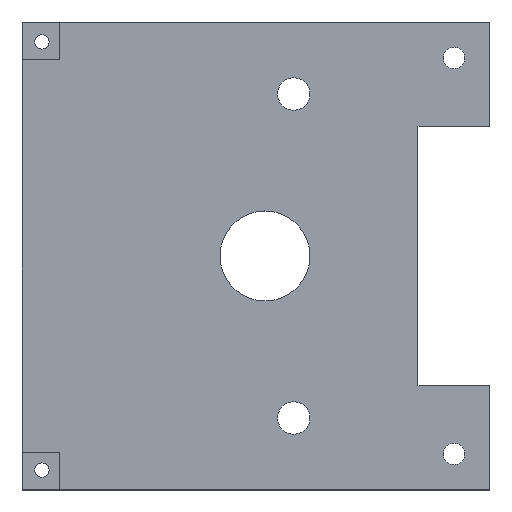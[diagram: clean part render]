
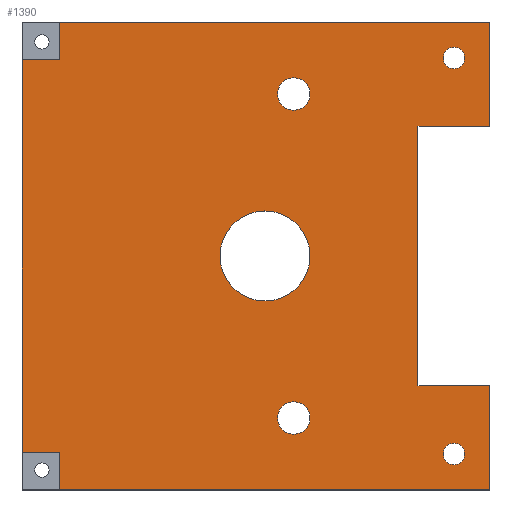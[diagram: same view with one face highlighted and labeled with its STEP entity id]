
A CAD part, top view. The second image highlights one B-rep face of the part: STEP entity #1390.
In plain terms, the highlighted planar face has unit normal (0, 0, 1).
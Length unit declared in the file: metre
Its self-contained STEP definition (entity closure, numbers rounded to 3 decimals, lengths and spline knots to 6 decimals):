
#34=CIRCLE('',#1498,0.003);
#35=CIRCLE('',#1499,0.003);
#36=CIRCLE('',#1500,0.0045);
#37=CIRCLE('',#1501,0.0045);
#38=CIRCLE('',#1502,0.0125);
#262=ORIENTED_EDGE('',*,*,#558,.F.);
#263=ORIENTED_EDGE('',*,*,#559,.T.);
#264=ORIENTED_EDGE('',*,*,#560,.T.);
#265=ORIENTED_EDGE('',*,*,#561,.T.);
#266=ORIENTED_EDGE('',*,*,#562,.T.);
#267=ORIENTED_EDGE('',*,*,#563,.T.);
#268=ORIENTED_EDGE('',*,*,#564,.F.);
#269=ORIENTED_EDGE('',*,*,#565,.T.);
#270=ORIENTED_EDGE('',*,*,#566,.T.);
#271=ORIENTED_EDGE('',*,*,#567,.T.);
#272=ORIENTED_EDGE('',*,*,#568,.F.);
#273=ORIENTED_EDGE('',*,*,#569,.F.);
#274=ORIENTED_EDGE('',*,*,#570,.F.);
#275=ORIENTED_EDGE('',*,*,#571,.F.);
#276=ORIENTED_EDGE('',*,*,#572,.F.);
#277=ORIENTED_EDGE('',*,*,#573,.F.);
#278=ORIENTED_EDGE('',*,*,#574,.T.);
#558=EDGE_CURVE('',#702,#703,#853,.T.);
#559=EDGE_CURVE('',#702,#704,#854,.T.);
#560=EDGE_CURVE('',#704,#705,#855,.T.);
#561=EDGE_CURVE('',#705,#706,#856,.T.);
#562=EDGE_CURVE('',#706,#707,#857,.T.);
#563=EDGE_CURVE('',#707,#708,#858,.T.);
#564=EDGE_CURVE('',#709,#708,#859,.T.);
#565=EDGE_CURVE('',#709,#710,#860,.T.);
#566=EDGE_CURVE('',#710,#711,#861,.T.);
#567=EDGE_CURVE('',#711,#712,#862,.T.);
#568=EDGE_CURVE('',#713,#712,#863,.T.);
#569=EDGE_CURVE('',#703,#713,#864,.T.);
#570=EDGE_CURVE('',#714,#714,#34,.T.);
#571=EDGE_CURVE('',#715,#715,#35,.T.);
#572=EDGE_CURVE('',#716,#716,#36,.T.);
#573=EDGE_CURVE('',#717,#717,#37,.T.);
#574=EDGE_CURVE('',#718,#718,#38,.T.);
#702=VERTEX_POINT('',#2186);
#703=VERTEX_POINT('',#2187);
#704=VERTEX_POINT('',#2189);
#705=VERTEX_POINT('',#2191);
#706=VERTEX_POINT('',#2193);
#707=VERTEX_POINT('',#2195);
#708=VERTEX_POINT('',#2197);
#709=VERTEX_POINT('',#2199);
#710=VERTEX_POINT('',#2201);
#711=VERTEX_POINT('',#2203);
#712=VERTEX_POINT('',#2205);
#713=VERTEX_POINT('',#2207);
#714=VERTEX_POINT('',#2210);
#715=VERTEX_POINT('',#2212);
#716=VERTEX_POINT('',#2214);
#717=VERTEX_POINT('',#2216);
#718=VERTEX_POINT('',#2218);
#853=LINE('',#2185,#1023);
#854=LINE('',#2188,#1024);
#855=LINE('',#2190,#1025);
#856=LINE('',#2192,#1026);
#857=LINE('',#2194,#1027);
#858=LINE('',#2196,#1028);
#859=LINE('',#2198,#1029);
#860=LINE('',#2200,#1030);
#861=LINE('',#2202,#1031);
#862=LINE('',#2204,#1032);
#863=LINE('',#2206,#1033);
#864=LINE('',#2208,#1034);
#1023=VECTOR('',#1788,1.);
#1024=VECTOR('',#1789,1.);
#1025=VECTOR('',#1790,1.);
#1026=VECTOR('',#1791,1.);
#1027=VECTOR('',#1792,1.);
#1028=VECTOR('',#1793,1.);
#1029=VECTOR('',#1794,1.);
#1030=VECTOR('',#1795,1.);
#1031=VECTOR('',#1796,1.);
#1032=VECTOR('',#1797,1.);
#1033=VECTOR('',#1798,1.);
#1034=VECTOR('',#1799,1.);
#1127=EDGE_LOOP('',(#262,#263,#264,#265,#266,#267,#268,#269,#270,#271,#272,
#273));
#1128=EDGE_LOOP('',(#274));
#1129=EDGE_LOOP('',(#275));
#1130=EDGE_LOOP('',(#276));
#1131=EDGE_LOOP('',(#277));
#1132=EDGE_LOOP('',(#278));
#1227=FACE_BOUND('',#1127,.T.);
#1228=FACE_BOUND('',#1128,.T.);
#1229=FACE_BOUND('',#1129,.T.);
#1230=FACE_BOUND('',#1130,.T.);
#1231=FACE_BOUND('',#1131,.T.);
#1232=FACE_BOUND('',#1132,.T.);
#1316=PLANE('',#1497);
#1390=ADVANCED_FACE('',(#1227,#1228,#1229,#1230,#1231,#1232),#1316,.T.);
#1497=AXIS2_PLACEMENT_3D('',#2184,#1786,#1787);
#1498=AXIS2_PLACEMENT_3D('',#2209,#1800,#1801);
#1499=AXIS2_PLACEMENT_3D('',#2211,#1802,#1803);
#1500=AXIS2_PLACEMENT_3D('',#2213,#1804,#1805);
#1501=AXIS2_PLACEMENT_3D('',#2215,#1806,#1807);
#1502=AXIS2_PLACEMENT_3D('',#2217,#1808,#1809);
#1786=DIRECTION('',(0.,0.,1.));
#1787=DIRECTION('',(1.,0.,0.));
#1788=DIRECTION('',(1.,0.,0.));
#1789=DIRECTION('',(0.,-1.,0.));
#1790=DIRECTION('',(1.,0.,0.));
#1791=DIRECTION('',(0.,-1.,0.));
#1792=DIRECTION('',(1.,0.,0.));
#1793=DIRECTION('',(0.,1.,0.));
#1794=DIRECTION('',(1.,0.,0.));
#1795=DIRECTION('',(0.,1.,0.));
#1796=DIRECTION('',(1.,0.,0.));
#1797=DIRECTION('',(0.,1.,0.));
#1798=DIRECTION('',(1.,0.,0.));
#1799=DIRECTION('',(0.,1.,0.));
#1800=DIRECTION('',(0.,0.,1.));
#1801=DIRECTION('',(1.,0.,0.));
#1802=DIRECTION('',(0.,0.,1.));
#1803=DIRECTION('',(1.,0.,0.));
#1804=DIRECTION('',(0.,0.,1.));
#1805=DIRECTION('',(1.,0.,0.));
#1806=DIRECTION('',(0.,0.,1.));
#1807=DIRECTION('',(1.,0.,0.));
#1808=DIRECTION('',(0.,0.,-1.));
#1809=DIRECTION('',(1.,0.,0.));
#2184=CARTESIAN_POINT('',(-0.175,0.204999,0.024));
#2185=CARTESIAN_POINT('',(-0.11,0.2495,0.024));
#2186=CARTESIAN_POINT('',(-0.11,0.2495,0.024));
#2187=CARTESIAN_POINT('',(-0.0995,0.2495,0.024));
#2188=CARTESIAN_POINT('',(-0.11,0.195,0.024));
#2189=CARTESIAN_POINT('',(-0.11,0.1405,0.024));
#2190=CARTESIAN_POINT('',(-0.11,0.1405,0.024));
#2191=CARTESIAN_POINT('',(-0.0995,0.1405,0.024));
#2192=CARTESIAN_POINT('',(-0.0995,0.13,0.024));
#2193=CARTESIAN_POINT('',(-0.0995,0.13,0.024));
#2194=CARTESIAN_POINT('',(-0.045,0.13,0.024));
#2195=CARTESIAN_POINT('',(0.02,0.13,0.024));
#2196=CARTESIAN_POINT('',(0.02,0.1445,0.024));
#2197=CARTESIAN_POINT('',(0.02,0.159,0.024));
#2198=CARTESIAN_POINT('',(0.01,0.159,0.024));
#2199=CARTESIAN_POINT('',(0.,0.159,0.024));
#2200=CARTESIAN_POINT('',(0.,0.195,0.024));
#2201=CARTESIAN_POINT('',(0.,0.231,0.024));
#2202=CARTESIAN_POINT('',(0.01,0.231,0.024));
#2203=CARTESIAN_POINT('',(0.02,0.231,0.024));
#2204=CARTESIAN_POINT('',(0.02,0.2455,0.024));
#2205=CARTESIAN_POINT('',(0.02,0.26,0.024));
#2206=CARTESIAN_POINT('',(-0.045,0.26,0.024));
#2207=CARTESIAN_POINT('',(-0.0995,0.26,0.024));
#2208=CARTESIAN_POINT('',(-0.0995,0.26,0.024));
#2209=CARTESIAN_POINT('',(0.01,0.14,0.024));
#2210=CARTESIAN_POINT('',(0.013,0.14,0.024));
#2211=CARTESIAN_POINT('',(0.01,0.25,0.024));
#2212=CARTESIAN_POINT('',(0.013,0.25,0.024));
#2213=CARTESIAN_POINT('',(-0.0345,0.15,0.024));
#2214=CARTESIAN_POINT('',(-0.03,0.15,0.024));
#2215=CARTESIAN_POINT('',(-0.0345,0.24,0.024));
#2216=CARTESIAN_POINT('',(-0.03,0.24,0.024));
#2217=CARTESIAN_POINT('',(-0.0425,0.195,0.024));
#2218=CARTESIAN_POINT('',(-0.03,0.195,0.024));
